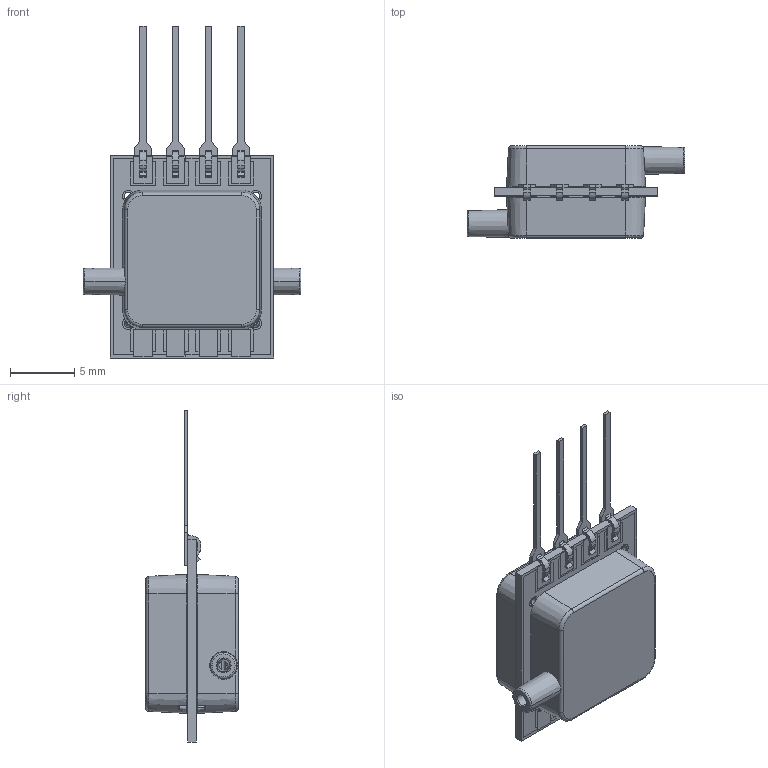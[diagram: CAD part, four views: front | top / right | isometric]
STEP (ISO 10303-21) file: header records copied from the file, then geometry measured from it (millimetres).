
FILE_DESCRIPTION (( 'STEP AP203' ), '1' );
FILE_NAME ('E2NS.STEP', '2021-02-10T19:30:18', ( '' ), ( '' ), 'SwSTEP 2.0', 'SolidWorks 2010', '' );
FILE_SCHEMA (( 'CONFIG_CONTROL_DESIGN' ));
Length unit declared in the file: inch
Products named in the file (4): E2NS; Ceramic-Blank E series; AS01-01-010 for E series; AS01-06-001 SIP for E series
Assembly tree (7 placements, depth 2):
  E2NS
    AS01-06-001 SIP for E series  x4
    AS01-01-010 for E series  x2
    Ceramic-Blank E series
Bounding box: 16.89 x 7.19 x 25.78 mm (x, y, z)
Volume: 550.2 mm3; surface area: 2525.2 mm2
Topology: 25 solids, 25 shells, 553 faces, 1437 edges, 938 vertices
Faces by surface type: plane 393, cylinder 80, cone 46, torus 26, bspline 8
Entity records: 12700 total; most frequent: CARTESIAN_POINT 2683, ORIENTED_EDGE 1996, DIRECTION 1869, EDGE_CURVE 998, VECTOR 813, LINE 813, VERTEX_POINT 656, AXIS2_PLACEMENT_3D 528
